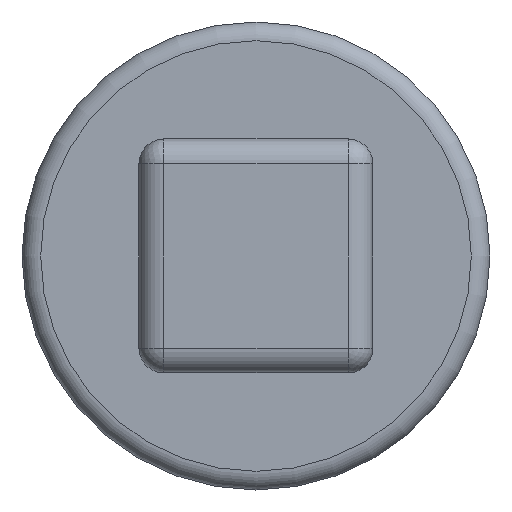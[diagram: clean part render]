
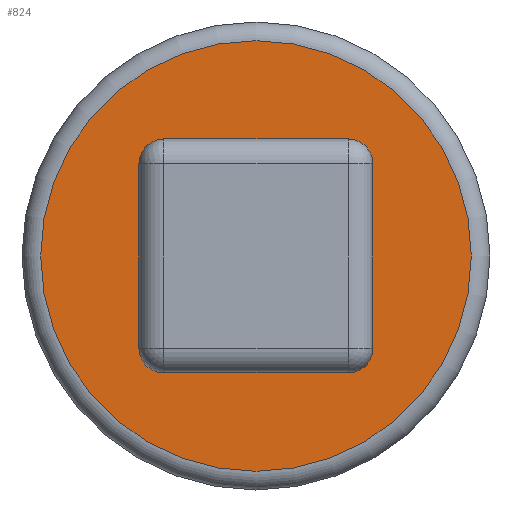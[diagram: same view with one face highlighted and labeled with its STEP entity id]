
A CAD part, left-side view. The second image highlights one B-rep face of the part: STEP entity #824.
In plain terms, the highlighted planar face has unit normal (-1, 0, 0).
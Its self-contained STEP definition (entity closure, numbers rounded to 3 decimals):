
#42=FACE_BOUND('',#178,.T.);
#54=CIRCLE('',#874,0.4);
#56=CIRCLE('',#878,0.4);
#68=CIRCLE('',#900,0.4);
#69=CIRCLE('',#903,0.4);
#70=CIRCLE('',#906,3.45);
#71=CIRCLE('',#907,3.45);
#131=FACE_OUTER_BOUND('',#177,.T.);
#177=EDGE_LOOP('',(#574,#575));
#178=EDGE_LOOP('',(#576,#577,#578,#579,#580,#581,#582,#583));
#207=LINE('',#1201,#257);
#212=LINE('',#1215,#262);
#223=LINE('',#1263,#273);
#226=LINE('',#1270,#276);
#257=VECTOR('',#967,10.);
#262=VECTOR('',#980,10.);
#273=VECTOR('',#1041,10.);
#276=VECTOR('',#1050,10.);
#307=VERTEX_POINT('',#1199);
#308=VERTEX_POINT('',#1200);
#311=VERTEX_POINT('',#1208);
#313=VERTEX_POINT('',#1214);
#315=VERTEX_POINT('',#1220);
#324=VERTEX_POINT('',#1258);
#325=VERTEX_POINT('',#1262);
#326=VERTEX_POINT('',#1266);
#327=VERTEX_POINT('',#1272);
#328=VERTEX_POINT('',#1273);
#384=EDGE_CURVE('',#307,#308,#207,.T.);
#388=EDGE_CURVE('',#311,#307,#54,.T.);
#391=EDGE_CURVE('',#313,#311,#212,.T.);
#394=EDGE_CURVE('',#315,#313,#56,.T.);
#413=EDGE_CURVE('',#308,#324,#68,.T.);
#415=EDGE_CURVE('',#324,#325,#223,.T.);
#417=EDGE_CURVE('',#325,#326,#69,.T.);
#419=EDGE_CURVE('',#326,#315,#226,.T.);
#420=EDGE_CURVE('',#327,#328,#70,.T.);
#421=EDGE_CURVE('',#328,#327,#71,.T.);
#574=ORIENTED_EDGE('',*,*,#420,.T.);
#575=ORIENTED_EDGE('',*,*,#421,.T.);
#576=ORIENTED_EDGE('',*,*,#394,.T.);
#577=ORIENTED_EDGE('',*,*,#391,.T.);
#578=ORIENTED_EDGE('',*,*,#388,.T.);
#579=ORIENTED_EDGE('',*,*,#384,.T.);
#580=ORIENTED_EDGE('',*,*,#413,.T.);
#581=ORIENTED_EDGE('',*,*,#415,.T.);
#582=ORIENTED_EDGE('',*,*,#417,.T.);
#583=ORIENTED_EDGE('',*,*,#419,.T.);
#746=PLANE('',#912);
#824=ADVANCED_FACE('',(#131,#42),#746,.T.);
#874=AXIS2_PLACEMENT_3D('',#1209,#973,#974);
#878=AXIS2_PLACEMENT_3D('',#1221,#985,#986);
#900=AXIS2_PLACEMENT_3D('',#1259,#1036,#1037);
#903=AXIS2_PLACEMENT_3D('',#1267,#1045,#1046);
#906=AXIS2_PLACEMENT_3D('',#1274,#1053,#1054);
#907=AXIS2_PLACEMENT_3D('',#1275,#1055,#1056);
#912=AXIS2_PLACEMENT_3D('',#1283,#1065,#1066);
#967=DIRECTION('',(0.,-1.,0.));
#973=DIRECTION('center_axis',(1.,0.,0.));
#974=DIRECTION('ref_axis',(0.,0.,
1.));
#980=DIRECTION('',(0.,0.,1.));
#985=DIRECTION('center_axis',(1.,0.,0.));
#986=DIRECTION('ref_axis',(0.,1.,0.));
#1036=DIRECTION('center_axis',(1.,0.,0.));
#1037=DIRECTION('ref_axis',(0.,-1.,0.));
#1041=DIRECTION('',(0.,0.,-1.));
#1045=DIRECTION('center_axis',(1.,0.,0.));
#1046=DIRECTION('ref_axis',(0.,0.,-1.));
#1050=DIRECTION('',(0.,1.,0.));
#1053=DIRECTION('center_axis',(-1.,0.,0.));
#1054=DIRECTION('ref_axis',(0.,0.,1.));
#1055=DIRECTION('center_axis',(-1.,0.,0.));
#1056=DIRECTION('ref_axis',(0.,0.,1.));
#1065=DIRECTION('center_axis',(-1.,0.,0.));
#1066=DIRECTION('ref_axis',(0.,0.,1.));
#1199=CARTESIAN_POINT('',(-3.446,8.023,8.347));
#1200=CARTESIAN_POINT('',(-3.446,5.073,8.347));
#1201=CARTESIAN_POINT('',(-3.446,5.81,8.347));
#1208=CARTESIAN_POINT('',(-3.446,8.423,7.947));
#1209=CARTESIAN_POINT('Origin',(-3.446,8.023,7.947));
#1214=CARTESIAN_POINT('',(-3.446,8.423,4.997));
#1215=CARTESIAN_POINT('',(-3.446,8.423,7.21));
#1220=CARTESIAN_POINT('',(-3.446,8.023,4.597));
#1221=CARTESIAN_POINT('Origin',(-3.446,8.023,4.997));
#1258=CARTESIAN_POINT('',(-3.446,4.673,7.947));
#1259=CARTESIAN_POINT('Origin',(-3.446,5.073,7.947));
#1262=CARTESIAN_POINT('',(-3.446,4.673,4.997));
#1263=CARTESIAN_POINT('',(-3.446,4.673,5.735));
#1266=CARTESIAN_POINT('',(-3.446,5.073,4.597));
#1267=CARTESIAN_POINT('Origin',(-3.446,5.073,4.997));
#1270=CARTESIAN_POINT('',(-3.446,7.285,4.597));
#1272=CARTESIAN_POINT('',(-3.446,9.998,6.472));
#1273=CARTESIAN_POINT('',(-3.446,6.548,3.022));
#1274=CARTESIAN_POINT('Origin',(-3.446,6.548,6.472));
#1275=CARTESIAN_POINT('Origin',(-3.446,6.548,6.472));
#1283=CARTESIAN_POINT('Origin',(-3.446,6.548,6.472));
